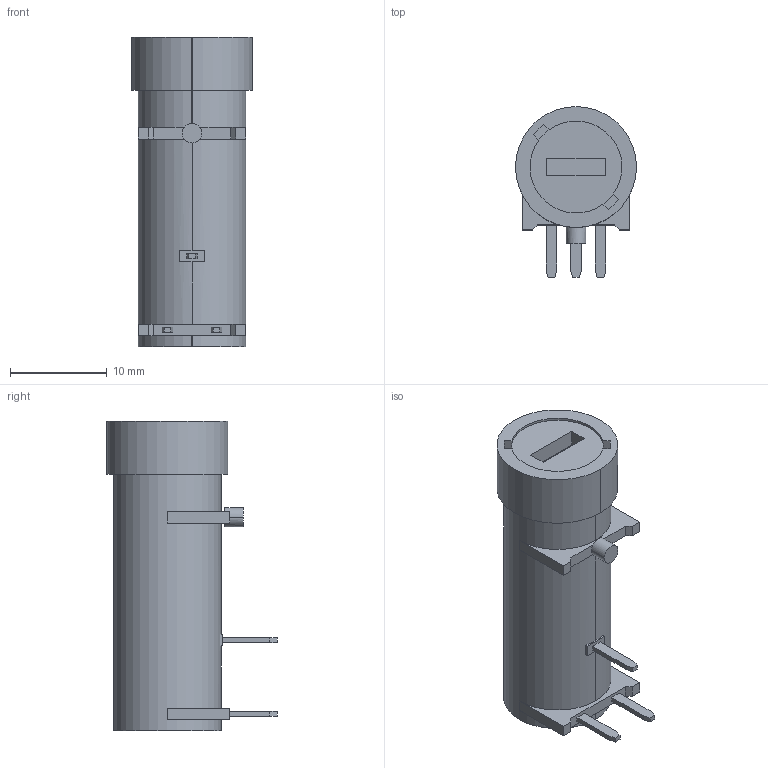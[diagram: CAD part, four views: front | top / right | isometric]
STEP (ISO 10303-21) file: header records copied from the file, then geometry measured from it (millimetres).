
FILE_DESCRIPTION((''),'1');
FILE_NAME('1','2001-05-15T',('jlue'),(''),'PRO/ENGINEER BY PARAMETRIC TECHNOLOGY CORPORATION, 9846','PRO/ENGINEER BY PARAMETRIC TECHNOLOGY CORPORATION, 9846','');
FILE_SCHEMA(('CONFIG_CONTROL_DESIGN'));
Length unit declared in the file: millimetre
Products named in the file (1): 1
Bounding box: 12.5 x 17.6 x 32 mm (x, y, z)
Surface area: 1596.1 mm2 (no closed solid volume)
Topology: 0 solids, 0 shells, 75 faces, 396 edges, 398 vertices
Faces by surface type: plane 63, cylinder 12
Entity records: 2036 total; most frequent: DIRECTION 401, COMPOSITE_CURVE_SEGMENT 394, CARTESIAN_POINT 278, TRIMMED_CURVE 203, VECTOR 155, LINE 155, AXIS2_PLACEMENT_3D 123, CURVE_BOUNDED_SURFACE 75
